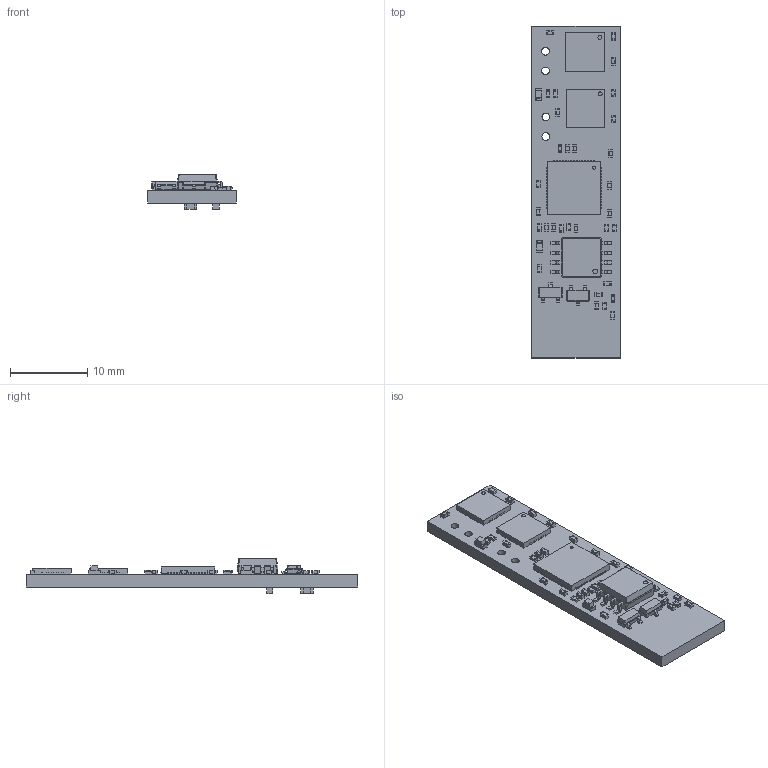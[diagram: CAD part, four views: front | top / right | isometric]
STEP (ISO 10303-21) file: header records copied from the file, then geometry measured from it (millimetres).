
FILE_DESCRIPTION(('KiCad electronic assembly'),'2;1');
FILE_NAME('it sure is getting hot in hererev1.step', '2025-09-26T22:54:47',('Pcbnew'),('Kicad'), 'Open CASCADE STEP processor 7.7','KiCad to STEP converter','Unknown' );
FILE_SCHEMA(('AUTOMOTIVE_DESIGN { 1 0 10303 214 1 1 1 1 }'));
Length unit declared in the file: millimetre
Products named in the file (18): it sure is getting hot in hererev1 1; LED_0603_1608Metric; C_0402_1005Metric; R_0402_1005Metric; QFN-20-1EP_5x5mm_P0.65mm_EP3.35x3.35mm; QFN-20-1EP_5x5mm_Pitch0.65mm; SOT-23; SOT_23; QFN-56-1EP_7x7mm_P0.4mm_EP3.2x3.2mm; QFN_56_1EP_7x7mm_P04mm_EP32x32mm; SOIC-8_5.275x5.275mm_P1.27mm; SOIC_8_5275x5275mm_P127mm; C_0603_1608Metric; it sure is getting hot in here_PCB
Assembly tree (50 placements, depth 3):
  it sure is getting hot in hererev1 1
    LED_0603_1608Metric  x2
      LED_0603_1608Metric
    C_0402_1005Metric  x19
      C_0402_1005Metric
    R_0402_1005Metric  x12
      R_0402_1005Metric
    QFN-20-1EP_5x5mm_P0.65mm_EP3.35x3.35mm  x2
      QFN-20-1EP_5x5mm_Pitch0.65mm
    SOT-23  x2
      SOT_23
    QFN-56-1EP_7x7mm_P0.4mm_EP3.2x3.2mm
      QFN_56_1EP_7x7mm_P04mm_EP32x32mm
    SOIC-8_5.275x5.275mm_P1.27mm
      SOIC_8_5275x5275mm_P127mm
    C_0603_1608Metric  x2
      C_0603_1608Metric
    it sure is getting hot in here_PCB
Bounding box: 11.5 x 43 x 4.55 mm (x, y, z)
Volume: 939.4 mm3; surface area: 1683.6 mm2
Topology: 42 solids, 42 shells, 1936 faces, 5199 edges, 3398 vertices
Faces by surface type: plane 1382, cylinder 468, bspline 86
Full cylindrical faces by diameter (mm): 0.4 x1, 0.5 x2, 0.6 x1, 1 x4
Entity records: 31004 total; most frequent: CARTESIAN_POINT 5080, ORIENTED_EDGE 4760, DIRECTION 4238, EDGE_CURVE 2380, LINE 2094, VECTOR 2094, VERTEX_POINT 1550, AXIS2_PLACEMENT_3D 1072
